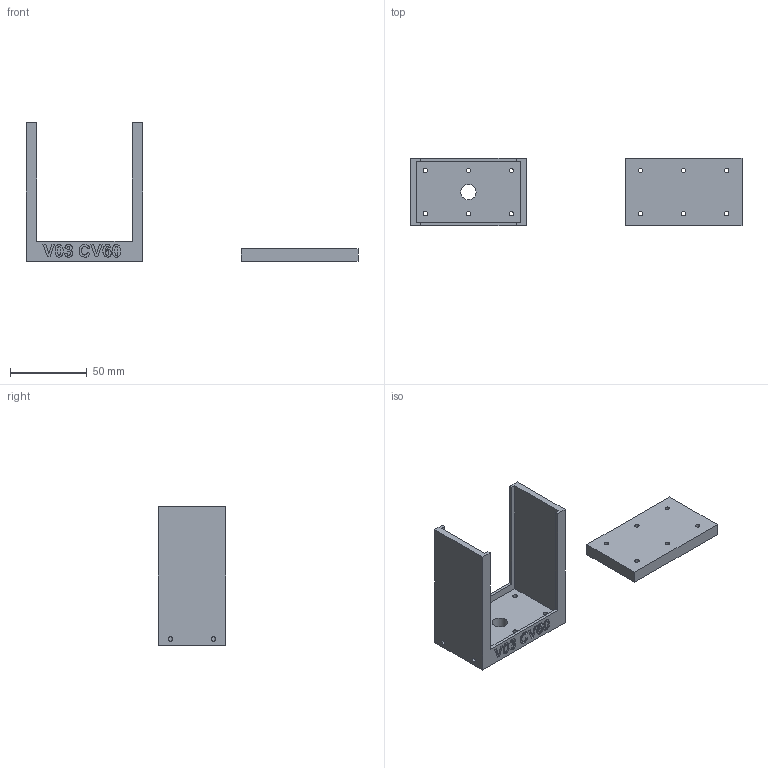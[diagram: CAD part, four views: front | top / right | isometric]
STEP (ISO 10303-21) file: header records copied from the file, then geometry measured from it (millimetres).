
FILE_DESCRIPTION(/* description */ (''),/* implementation_level */ '2;1');
FILE_NAME(/* name */ 'KaiserStandBracket 4 CV60 v5.step',/* time_stamp */ '2025-04-01T13:08:49+02:00',/* author */ (''),/* organization */ (''),/* preprocessor_version */ 'ST-DEVELOPER v20.1',/* originating_system */ 'Autodesk Translation Framework v14.4.0.0',/* authorisation */ '');
FILE_SCHEMA (('AUTOMOTIVE_DESIGN { 1 0 10303 214 3 1 1 }'));
Length unit declared in the file: millimetre
Products named in the file (1): KaiserStandBracket 4 CV60
Bounding box: 216 x 44 x 90 mm (x, y, z)
Volume: 85276.8 mm3; surface area: 37367.7 mm2
Topology: 2 solids, 2 shells, 175 faces, 493 edges, 330 vertices
Faces by surface type: bspline 104, plane 54, cylinder 17
Full cylindrical faces by diameter (mm): 2.8 x16, 10 x1
Entity records: 6721 total; most frequent: CARTESIAN_POINT 2767, ORIENTED_EDGE 986, EDGE_CURVE 493, DIRECTION 471, VERTEX_POINT 330, LINE 243, VECTOR 243, EDGE_LOOP 217
